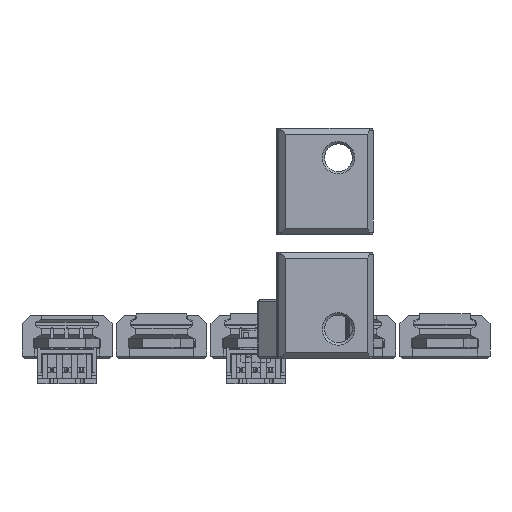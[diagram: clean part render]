
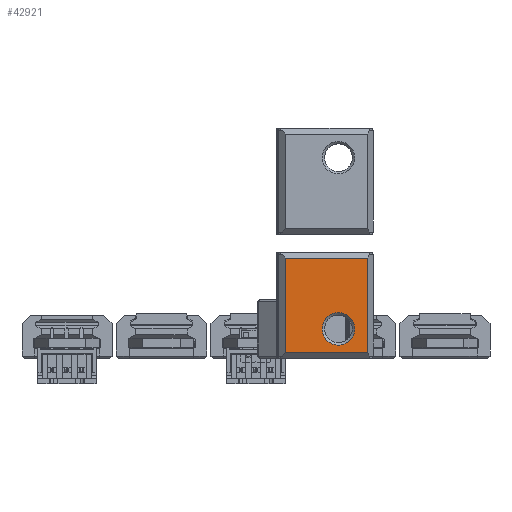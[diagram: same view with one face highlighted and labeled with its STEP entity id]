
A CAD part, left-side view. The second image highlights one B-rep face of the part: STEP entity #42921.
In plain terms, the highlighted face is planar.
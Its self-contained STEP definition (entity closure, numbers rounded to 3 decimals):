
#897=CIRCLE('',#45959,2.75);
#2102=FACE_BOUND('',#6447,.T.);
#3761=FACE_OUTER_BOUND('',#6446,.T.);
#6446=EDGE_LOOP('',(#36147,#36148,#36149,#36150));
#6447=EDGE_LOOP('',(#36151));
#10981=LINE('',#66495,#16409);
#11006=LINE('',#66547,#16434);
#11007=LINE('',#66549,#16435);
#11008=LINE('',#66550,#16436);
#16409=VECTOR('',#54803,10.);
#16434=VECTOR('',#54858,10.);
#16435=VECTOR('',#54859,10.);
#16436=VECTOR('',#54860,10.);
#20674=VERTEX_POINT('',#66492);
#20675=VERTEX_POINT('',#66494);
#20686=VERTEX_POINT('',#66542);
#20687=VERTEX_POINT('',#66546);
#20688=VERTEX_POINT('',#66548);
#25948=EDGE_CURVE('',#20675,#20674,#10981,.T.);
#25973=EDGE_CURVE('',#20686,#20686,#897,.T.);
#25974=EDGE_CURVE('',#20687,#20675,#11006,.T.);
#25975=EDGE_CURVE('',#20674,#20688,#11007,.T.);
#25976=EDGE_CURVE('',#20688,#20687,#11008,.T.);
#36147=ORIENTED_EDGE('',*,*,#25974,.T.);
#36148=ORIENTED_EDGE('',*,*,#25948,.T.);
#36149=ORIENTED_EDGE('',*,*,#25975,.T.);
#36150=ORIENTED_EDGE('',*,*,#25976,.T.);
#36151=ORIENTED_EDGE('',*,*,#25973,.T.);
#40728=PLANE('',#45960);
#42921=ADVANCED_FACE('',(#3761,#2102),#40728,.F.);
#45959=AXIS2_PLACEMENT_3D('',#66544,#54854,#54855);
#45960=AXIS2_PLACEMENT_3D('',#66545,#54856,#54857);
#54803=DIRECTION('',(-1.,0.,0.));
#54854=DIRECTION('center_axis',(0.,0.,
-1.));
#54855=DIRECTION('ref_axis',(1.,0.,0.));
#54856=DIRECTION('center_axis',(0.,0.,
-1.));
#54857=DIRECTION('ref_axis',(0.,-1.,0.));
#54858=DIRECTION('',(0.,1.,0.));
#54859=DIRECTION('',(0.,-1.,0.));
#54860=DIRECTION('',(1.,0.,0.));
#66492=CARTESIAN_POINT('',(45.157,10.991,-0.086));
#66494=CARTESIAN_POINT('',(61.157,10.991,-0.086));
#66495=CARTESIAN_POINT('',(50.157,10.991,-0.086));
#66542=CARTESIAN_POINT('',(46.407,2.02,-0.086));
#66544=CARTESIAN_POINT('Origin',(49.157,2.02,-0.086));
#66545=CARTESIAN_POINT('Origin',(50.157,10.991,-0.086));
#66546=CARTESIAN_POINT('',(61.157,-2.98,-0.086));
#66547=CARTESIAN_POINT('',(61.157,7.102,-0.086));
#66548=CARTESIAN_POINT('',(45.157,-2.98,-0.086));
#66549=CARTESIAN_POINT('',(45.157,7.102,-0.086));
#66550=CARTESIAN_POINT('',(50.157,-2.98,-0.086));
